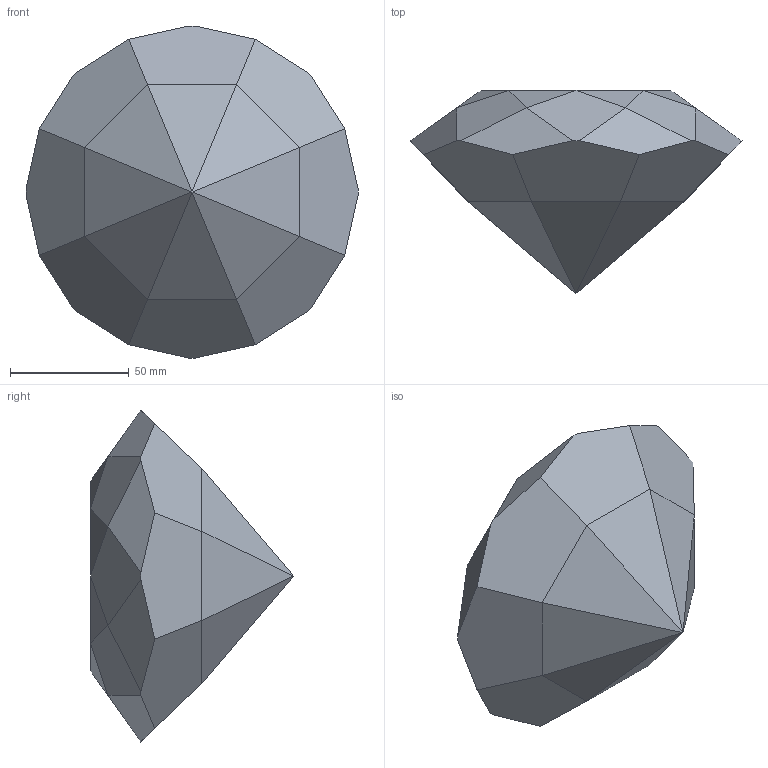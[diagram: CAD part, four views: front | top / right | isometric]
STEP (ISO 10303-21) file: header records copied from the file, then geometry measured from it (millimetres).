
FILE_DESCRIPTION(('FreeCAD Model'),'2;1');
FILE_NAME('Open CASCADE Shape Model','2025-05-04T06:58:46',('FreeCAD'),( 'FreeCAD'),'Open CASCADE STEP processor 7.6','FreeCAD','Unknown');
FILE_SCHEMA(('AUTOMOTIVE_DESIGN { 1 0 10303 214 1 1 1 1 }'));
Length unit declared in the file: millimetre
Products named in the file (1): Open CASCADE STEP translator 7.6 1
Bounding box: 139.97 x 85.52 x 139.97 mm (x, y, z)
Surface area: 39093.1 mm2 (no closed solid volume)
Topology: 0 solids, 41 shells, 41 faces, 176 edges, 176 vertices
Faces by surface type: bspline 41
Entity records: 1658 total; most frequent: CARTESIAN_POINT 693, ORIENTED_EDGE 176, EDGE_CURVE 176, VERTEX_POINT 176, B_SPLINE_CURVE_WITH_KNOTS 176, SHELL_BASED_SURFACE_MODEL 41, OPEN_SHELL 41, ADVANCED_FACE 41
